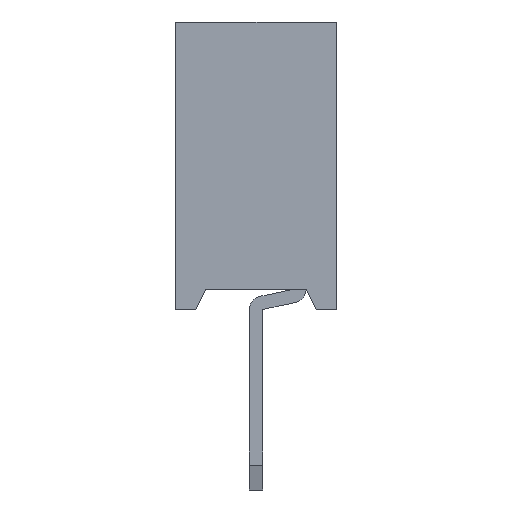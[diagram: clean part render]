
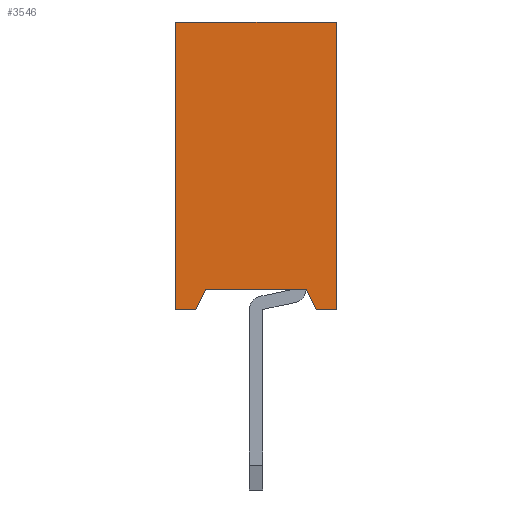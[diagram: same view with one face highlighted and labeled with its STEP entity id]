
A CAD part, left-side view. The second image highlights one B-rep face of the part: STEP entity #3546.
In plain terms, the highlighted planar face has unit normal (-1, 0, 0).
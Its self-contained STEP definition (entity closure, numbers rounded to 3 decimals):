
#3546=ADVANCED_FACE('',(#23838),#23840,.T.);
#23838=FACE_BOUND('',#23839,.T.);
#23839=EDGE_LOOP('',(#39005,#39006,#39007,#39008,#39009,#39010,#39011,#39012));
#23840=PLANE('',#23841);
#23841=AXIS2_PLACEMENT_3D('',#23842,#23843,#23844);
#23842=CARTESIAN_POINT('',(-1.,1.2,0.));
#23843=DIRECTION('',(-1.,0.,0.));
#23844=DIRECTION('',(0.,-1.,0.));
#39005=ORIENTED_EDGE('',*,*,#50550,.T.);
#39006=ORIENTED_EDGE('',*,*,#49975,.T.);
#39007=ORIENTED_EDGE('',*,*,#50551,.T.);
#39008=ORIENTED_EDGE('',*,*,#50552,.T.);
#39009=ORIENTED_EDGE('',*,*,#50553,.T.);
#39010=ORIENTED_EDGE('',*,*,#50554,.F.);
#39011=ORIENTED_EDGE('',*,*,#50555,.F.);
#39012=ORIENTED_EDGE('',*,*,#50489,.T.);
#49975=EDGE_CURVE('',#56230,#56228,#56231,.T.);
#50489=EDGE_CURVE('',#57208,#57206,#57209,.T.);
#50550=EDGE_CURVE('',#57206,#56230,#57276,.F.);
#50551=EDGE_CURVE('',#56228,#57277,#57278,.F.);
#50552=EDGE_CURVE('',#57277,#57279,#57280,.T.);
#50553=EDGE_CURVE('',#57279,#57281,#57282,.T.);
#50554=EDGE_CURVE('',#57283,#57281,#57284,.T.);
#50555=EDGE_CURVE('',#57208,#57283,#57285,.T.);
#56228=VERTEX_POINT('',#66682);
#56230=VERTEX_POINT('',#66686);
#56231=LINE('',#66687,#66688);
#57206=VERTEX_POINT('',#68688);
#57208=VERTEX_POINT('',#68692);
#57209=LINE('',#68693,#68694);
#57276=LINE('',#68882,#68883);
#57277=VERTEX_POINT('',#68885);
#57278=LINE('',#68886,#68887);
#57279=VERTEX_POINT('',#68889);
#57280=LINE('',#68890,#68891);
#57281=VERTEX_POINT('',#68893);
#57282=LINE('',#68894,#68895);
#57283=VERTEX_POINT('',#68897);
#57284=LINE('',#68898,#68899);
#57285=LINE('',#68901,#68902);
#66682=CARTESIAN_POINT('',(-1.,-0.75,0.3));
#66686=CARTESIAN_POINT('',(-1.,0.75,0.3));
#66687=CARTESIAN_POINT('',(-1.,0.75,0.3));
#66688=VECTOR('',#66689,1.);
#66689=DIRECTION('',(0.,-1.,0.));
#68688=CARTESIAN_POINT('',(-1.,0.9,0.));
#68692=CARTESIAN_POINT('',(-1.,1.2,0.));
#68693=CARTESIAN_POINT('',(-1.,1.2,0.));
#68694=VECTOR('',#68695,1.);
#68695=DIRECTION('',(0.,-1.,0.));
#68882=CARTESIAN_POINT('',(-1.,0.75,0.3));
#68883=VECTOR('',#68884,1.);
#68884=DIRECTION('',(0.,0.447,-0.894));
#68885=CARTESIAN_POINT('',(-1.,-0.9,0.));
#68886=CARTESIAN_POINT('',(-1.,-0.9,0.));
#68887=VECTOR('',#68888,1.);
#68888=DIRECTION('',(0.,0.447,0.894));
#68889=CARTESIAN_POINT('',(-1.,-1.2,0.));
#68890=CARTESIAN_POINT('',(-1.,-0.9,0.));
#68891=VECTOR('',#68892,1.);
#68892=DIRECTION('',(0.,-1.,0.));
#68893=CARTESIAN_POINT('',(-1.,-1.2,4.3));
#68894=CARTESIAN_POINT('',(-1.,-1.2,0.));
#68895=VECTOR('',#68896,1.);
#68896=DIRECTION('',(0.,0.,1.));
#68897=CARTESIAN_POINT('',(-1.,1.2,4.3));
#68898=CARTESIAN_POINT('',(-1.,1.2,4.3));
#68899=VECTOR('',#68900,1.);
#68900=DIRECTION('',(0.,-1.,0.));
#68901=CARTESIAN_POINT('',(-1.,1.2,0.));
#68902=VECTOR('',#68903,1.);
#68903=DIRECTION('',(0.,0.,1.));
